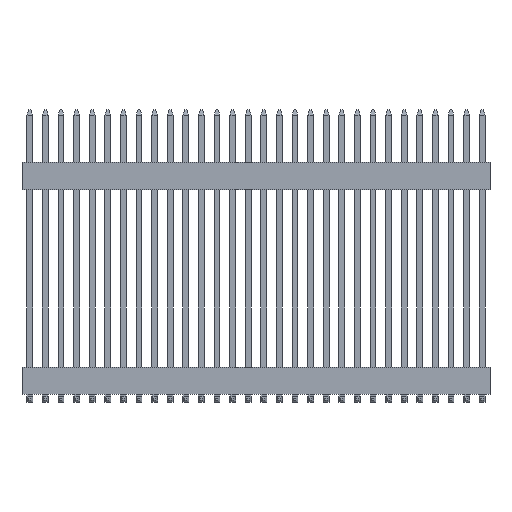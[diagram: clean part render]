
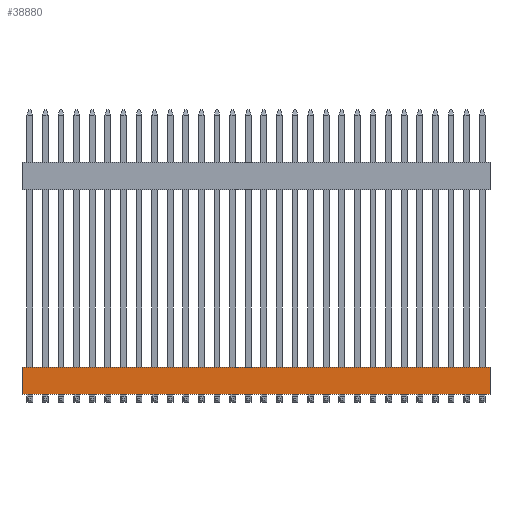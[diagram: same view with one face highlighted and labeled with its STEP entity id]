
A CAD part, left-side view. The second image highlights one B-rep face of the part: STEP entity #38880.
In plain terms, the highlighted planar face has unit normal (-1, 0, 0).
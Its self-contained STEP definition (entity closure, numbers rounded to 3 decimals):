
#31417 = PLANE('',#31418);
#31418 = AXIS2_PLACEMENT_3D('',#31419,#31420,#31421);
#31419 = CARTESIAN_POINT('',(-20.269,26.769,6.5));
#31420 = DIRECTION('',(0.,0.,1.));
#31421 = DIRECTION('',(1.,0.,0.));
#31751 = VERTEX_POINT('',#31752);
#31752 = CARTESIAN_POINT('',(-20.269,3.019,6.5));
#31766 = PLANE('',#31767);
#31767 = AXIS2_PLACEMENT_3D('',#31768,#31769,#31770);
#31768 = CARTESIAN_POINT('',(-18.744,3.019,6.1));
#31769 = DIRECTION('',(0.,1.,0.));
#31770 = DIRECTION('',(-1.,0.,0.));
#31778 = EDGE_CURVE('',#31751,#31779,#31781,.T.);
#31779 = VERTEX_POINT('',#31780);
#31780 = CARTESIAN_POINT('',(-20.269,27.019,6.5));
#31781 = SURFACE_CURVE('',#31782,(#31786,#31793),.PCURVE_S1.);
#31782 = LINE('',#31783,#31784);
#31783 = CARTESIAN_POINT('',(-20.269,15.019,6.5));
#31784 = VECTOR('',#31785,1.);
#31785 = DIRECTION('',(0.,1.,0.));
#31786 = PCURVE('',#31417,#31787);
#31787 = DEFINITIONAL_REPRESENTATION('',(#31788),#31792);
#31788 = LINE('',#31789,#31790);
#31789 = CARTESIAN_POINT('',(0.,-11.75));
#31790 = VECTOR('',#31791,1.);
#31791 = DIRECTION('',(0.,1.));
#31792 = ( GEOMETRIC_REPRESENTATION_CONTEXT(2) 
PARAMETRIC_REPRESENTATION_CONTEXT() REPRESENTATION_CONTEXT('2D SPACE',''
  ) );
#31793 = PCURVE('',#31794,#31799);
#31794 = PLANE('',#31795);
#31795 = AXIS2_PLACEMENT_3D('',#31796,#31797,#31798);
#31796 = CARTESIAN_POINT('',(-20.269,26.769,7.9));
#31797 = DIRECTION('',(1.,0.,0.));
#31798 = DIRECTION('',(0.,0.,-1.));
#31799 = DEFINITIONAL_REPRESENTATION('',(#31800),#31804);
#31800 = LINE('',#31801,#31802);
#31801 = CARTESIAN_POINT('',(1.4,-11.75));
#31802 = VECTOR('',#31803,1.);
#31803 = DIRECTION('',(0.,1.));
#31804 = ( GEOMETRIC_REPRESENTATION_CONTEXT(2) 
PARAMETRIC_REPRESENTATION_CONTEXT() REPRESENTATION_CONTEXT('2D SPACE',''
  ) );
#31820 = PLANE('',#31821);
#31821 = AXIS2_PLACEMENT_3D('',#31822,#31823,#31824);
#31822 = CARTESIAN_POINT('',(-18.744,27.019,6.1));
#31823 = DIRECTION('',(0.,1.,0.));
#31824 = DIRECTION('',(-1.,0.,0.));
#38811 = VERTEX_POINT('',#38812);
#38812 = CARTESIAN_POINT('',(-20.269,27.019,7.9));
#38826 = PLANE('',#38827);
#38827 = AXIS2_PLACEMENT_3D('',#38828,#38829,#38830);
#38828 = CARTESIAN_POINT('',(-17.219,26.769,7.9));
#38829 = DIRECTION('',(0.,0.,-1.));
#38830 = DIRECTION('',(-1.,0.,0.));
#38860 = EDGE_CURVE('',#38811,#31779,#38861,.T.);
#38861 = SURFACE_CURVE('',#38862,(#38866,#38873),.PCURVE_S1.);
#38862 = LINE('',#38863,#38864);
#38863 = CARTESIAN_POINT('',(-20.269,27.019,7.2));
#38864 = VECTOR('',#38865,1.);
#38865 = DIRECTION('',(0.,0.,-1.));
#38866 = PCURVE('',#31820,#38867);
#38867 = DEFINITIONAL_REPRESENTATION('',(#38868),#38872);
#38868 = LINE('',#38869,#38870);
#38869 = CARTESIAN_POINT('',(1.525,1.1));
#38870 = VECTOR('',#38871,1.);
#38871 = DIRECTION('',(0.,-1.));
#38872 = ( GEOMETRIC_REPRESENTATION_CONTEXT(2) 
PARAMETRIC_REPRESENTATION_CONTEXT() REPRESENTATION_CONTEXT('2D SPACE',''
  ) );
#38873 = PCURVE('',#31794,#38874);
#38874 = DEFINITIONAL_REPRESENTATION('',(#38875),#38879);
#38875 = LINE('',#38876,#38877);
#38876 = CARTESIAN_POINT('',(0.7,0.25));
#38877 = VECTOR('',#38878,1.);
#38878 = DIRECTION('',(1.,0.));
#38879 = ( GEOMETRIC_REPRESENTATION_CONTEXT(2) 
PARAMETRIC_REPRESENTATION_CONTEXT() REPRESENTATION_CONTEXT('2D SPACE',''
  ) );
#38880 = ADVANCED_FACE('',(#38881),#31794,.F.);
#38881 = FACE_BOUND('',#38882,.T.);
#38882 = EDGE_LOOP('',(#38883,#38884,#38907,#38928));
#38883 = ORIENTED_EDGE('',*,*,#31778,.F.);
#38884 = ORIENTED_EDGE('',*,*,#38885,.F.);
#38885 = EDGE_CURVE('',#38886,#31751,#38888,.T.);
#38886 = VERTEX_POINT('',#38887);
#38887 = CARTESIAN_POINT('',(-20.269,3.019,7.9));
#38888 = SURFACE_CURVE('',#38889,(#38893,#38900),.PCURVE_S1.);
#38889 = LINE('',#38890,#38891);
#38890 = CARTESIAN_POINT('',(-20.269,3.019,7.2));
#38891 = VECTOR('',#38892,1.);
#38892 = DIRECTION('',(0.,0.,-1.));
#38893 = PCURVE('',#31794,#38894);
#38894 = DEFINITIONAL_REPRESENTATION('',(#38895),#38899);
#38895 = LINE('',#38896,#38897);
#38896 = CARTESIAN_POINT('',(0.7,-23.75));
#38897 = VECTOR('',#38898,1.);
#38898 = DIRECTION('',(1.,0.));
#38899 = ( GEOMETRIC_REPRESENTATION_CONTEXT(2) 
PARAMETRIC_REPRESENTATION_CONTEXT() REPRESENTATION_CONTEXT('2D SPACE',''
  ) );
#38900 = PCURVE('',#31766,#38901);
#38901 = DEFINITIONAL_REPRESENTATION('',(#38902),#38906);
#38902 = LINE('',#38903,#38904);
#38903 = CARTESIAN_POINT('',(1.525,1.1));
#38904 = VECTOR('',#38905,1.);
#38905 = DIRECTION('',(0.,-1.));
#38906 = ( GEOMETRIC_REPRESENTATION_CONTEXT(2) 
PARAMETRIC_REPRESENTATION_CONTEXT() REPRESENTATION_CONTEXT('2D SPACE',''
  ) );
#38907 = ORIENTED_EDGE('',*,*,#38908,.T.);
#38908 = EDGE_CURVE('',#38886,#38811,#38909,.T.);
#38909 = SURFACE_CURVE('',#38910,(#38914,#38921),.PCURVE_S1.);
#38910 = LINE('',#38911,#38912);
#38911 = CARTESIAN_POINT('',(-20.269,15.019,7.9));
#38912 = VECTOR('',#38913,1.);
#38913 = DIRECTION('',(0.,1.,0.));
#38914 = PCURVE('',#31794,#38915);
#38915 = DEFINITIONAL_REPRESENTATION('',(#38916),#38920);
#38916 = LINE('',#38917,#38918);
#38917 = CARTESIAN_POINT('',(-0.,-11.75));
#38918 = VECTOR('',#38919,1.);
#38919 = DIRECTION('',(0.,1.));
#38920 = ( GEOMETRIC_REPRESENTATION_CONTEXT(2) 
PARAMETRIC_REPRESENTATION_CONTEXT() REPRESENTATION_CONTEXT('2D SPACE',''
  ) );
#38921 = PCURVE('',#38826,#38922);
#38922 = DEFINITIONAL_REPRESENTATION('',(#38923),#38927);
#38923 = LINE('',#38924,#38925);
#38924 = CARTESIAN_POINT('',(3.05,-11.75));
#38925 = VECTOR('',#38926,1.);
#38926 = DIRECTION('',(0.,1.));
#38927 = ( GEOMETRIC_REPRESENTATION_CONTEXT(2) 
PARAMETRIC_REPRESENTATION_CONTEXT() REPRESENTATION_CONTEXT('2D SPACE',''
  ) );
#38928 = ORIENTED_EDGE('',*,*,#38860,.T.);
